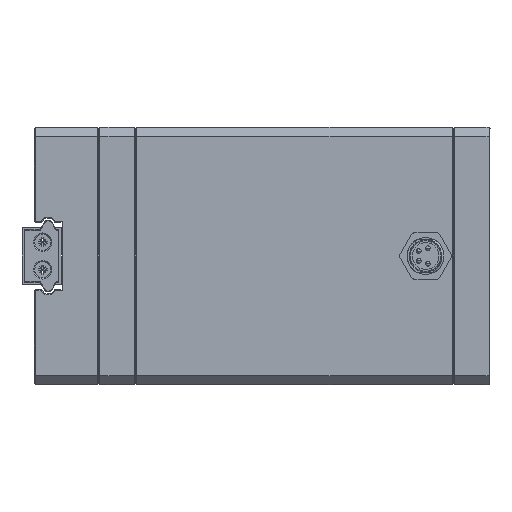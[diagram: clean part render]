
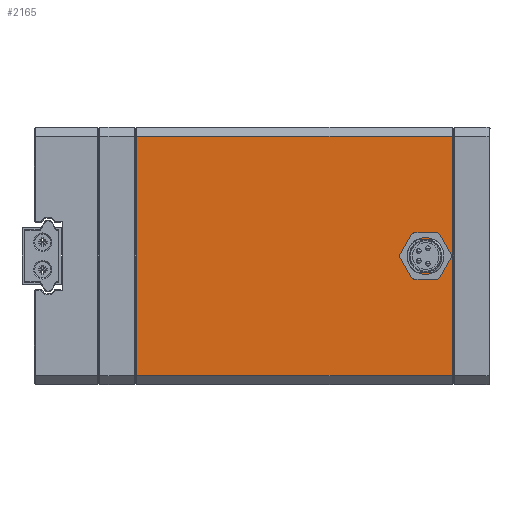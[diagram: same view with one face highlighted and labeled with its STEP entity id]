
A CAD part, left-side view. The second image highlights one B-rep face of the part: STEP entity #2165.
In plain terms, the highlighted planar face has unit normal (-1, 0, 0).
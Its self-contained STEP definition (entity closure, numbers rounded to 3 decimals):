
#420 = EDGE_CURVE ( 'NONE', #24316, #23820, #3232, .T. ) ;
#634 = CARTESIAN_POINT ( 'NONE',  ( -35., -67., 0. ) ) ;
#1759 = DIRECTION ( 'NONE',  ( 0., 0., -1. ) ) ;
#2165 = ADVANCED_FACE ( 'NONE', ( #9435, #27162 ), #4683, .F. ) ;
#2328 = CARTESIAN_POINT ( 'NONE',  ( -35., -4.2, 26. ) ) ;
#2492 = DIRECTION ( 'NONE',  ( -1., 0., 0. ) ) ;
#3232 = LINE ( 'NONE', #20646, #7451 ) ;
#3302 = LINE ( 'NONE', #18913, #25201 ) ;
#3582 = ORIENTED_EDGE ( 'NONE', *, *, #22600, .T. ) ;
#3987 = CARTESIAN_POINT ( 'NONE',  ( -35., -68.891, 3.525 ) ) ;
#4445 = VERTEX_POINT ( 'NONE', #10628 ) ;
#4683 = PLANE ( 'NONE',  #6699 ) ;
#5584 = VERTEX_POINT ( 'NONE', #3987 ) ;
#5992 = EDGE_CURVE ( 'NONE', #9605, #22875, #24116, .T. ) ;
#6350 = VECTOR ( 'NONE', #18670, 1000. ) ;
#6374 = VECTOR ( 'NONE', #23558, 1000. ) ;
#6694 = EDGE_LOOP ( 'NONE', ( #3582, #14688, #29623, #8618 ) ) ;
#6699 = AXIS2_PLACEMENT_3D ( 'NONE', #9870, #15098, #1759 ) ;
#7014 = CARTESIAN_POINT ( 'NONE',  ( -35., -4., -26. ) ) ;
#7451 = VECTOR ( 'NONE', #28729, 1000. ) ;
#7920 = CIRCLE ( 'NONE', #22448, 4. ) ;
#8612 = VECTOR ( 'NONE', #12143, 1000. ) ;
#8618 = ORIENTED_EDGE ( 'NONE', *, *, #21412, .T. ) ;
#9242 = CARTESIAN_POINT ( 'NONE',  ( -35., -72.8, -26. ) ) ;
#9435 = FACE_BOUND ( 'NONE', #31086, .T. ) ;
#9605 = VERTEX_POINT ( 'NONE', #12831 ) ;
#9870 = CARTESIAN_POINT ( 'NONE',  ( -35., -4., -28. ) ) ;
#10628 = CARTESIAN_POINT ( 'NONE',  ( -35., -4.2, -26. ) ) ;
#10737 = DIRECTION ( 'NONE',  ( 0., 0., 1. ) ) ;
#11354 = DIRECTION ( 'NONE',  ( -1., 0., 0. ) ) ;
#12143 = DIRECTION ( 'NONE',  ( 0., 1., 0. ) ) ;
#12762 = CARTESIAN_POINT ( 'NONE',  ( -35., -67., 0. ) ) ;
#12831 = CARTESIAN_POINT ( 'NONE',  ( -35., -65.109, -3.525 ) ) ;
#13223 = CARTESIAN_POINT ( 'NONE',  ( -35., -65.109, -3.525 ) ) ;
#14583 = LINE ( 'NONE', #25228, #8612 ) ;
#14688 = ORIENTED_EDGE ( 'NONE', *, *, #24814, .T. ) ;
#15098 = DIRECTION ( 'NONE',  ( 1., 0., 0. ) ) ;
#15307 = CARTESIAN_POINT ( 'NONE',  ( -35., -4.2, -26. ) ) ;
#15389 = VERTEX_POINT ( 'NONE', #9242 ) ;
#15501 = CARTESIAN_POINT ( 'NONE',  ( -35., -65.109, 3.525 ) ) ;
#15942 = VERTEX_POINT ( 'NONE', #15501 ) ;
#16121 = VECTOR ( 'NONE', #18017, 1000. ) ;
#18017 = DIRECTION ( 'NONE',  ( 0., -1., 0. ) ) ;
#18670 = DIRECTION ( 'NONE',  ( 0., -1., 0. ) ) ;
#18913 = CARTESIAN_POINT ( 'NONE',  ( -35., -72.8, -28. ) ) ;
#19514 = DIRECTION ( 'NONE',  ( 0., 0., 1. ) ) ;
#20646 = CARTESIAN_POINT ( 'NONE',  ( -35., -4., 26. ) ) ;
#20931 = CARTESIAN_POINT ( 'NONE',  ( -35., -72.8, 26. ) ) ;
#21412 = EDGE_CURVE ( 'NONE', #23820, #4445, #28730, .T. ) ;
#22273 = ORIENTED_EDGE ( 'NONE', *, *, #24760, .F. ) ;
#22448 = AXIS2_PLACEMENT_3D ( 'NONE', #12762, #2492, #26413 ) ;
#22600 = EDGE_CURVE ( 'NONE', #4445, #15389, #25334, .T. ) ;
#22875 = VERTEX_POINT ( 'NONE', #26910 ) ;
#22957 = EDGE_CURVE ( 'NONE', #22875, #5584, #26991, .T. ) ;
#23195 = ORIENTED_EDGE ( 'NONE', *, *, #26893, .F. ) ;
#23558 = DIRECTION ( 'NONE',  ( 0., 0., -1. ) ) ;
#23820 = VERTEX_POINT ( 'NONE', #2328 ) ;
#24116 = LINE ( 'NONE', #13223, #6350 ) ;
#24316 = VERTEX_POINT ( 'NONE', #20931 ) ;
#24760 = EDGE_CURVE ( 'NONE', #15942, #9605, #7920, .T. ) ;
#24814 = EDGE_CURVE ( 'NONE', #15389, #24316, #3302, .T. ) ;
#25201 = VECTOR ( 'NONE', #10737, 1000. ) ;
#25228 = CARTESIAN_POINT ( 'NONE',  ( -35., -68.891, 3.525 ) ) ;
#25334 = LINE ( 'NONE', #7014, #16121 ) ;
#26413 = DIRECTION ( 'NONE',  ( 0., 0., 1. ) ) ;
#26583 = ORIENTED_EDGE ( 'NONE', *, *, #22957, .F. ) ;
#26893 = EDGE_CURVE ( 'NONE', #5584, #15942, #14583, .T. ) ;
#26910 = CARTESIAN_POINT ( 'NONE',  ( -35., -68.891, -3.525 ) ) ;
#26991 = CIRCLE ( 'NONE', #33642, 4. ) ;
#27162 = FACE_OUTER_BOUND ( 'NONE', #6694, .T. ) ;
#28729 = DIRECTION ( 'NONE',  ( 0., 1., 0. ) ) ;
#28730 = LINE ( 'NONE', #15307, #6374 ) ;
#29623 = ORIENTED_EDGE ( 'NONE', *, *, #420, .T. ) ;
#31086 = EDGE_LOOP ( 'NONE', ( #23195, #26583, #32906, #22273 ) ) ;
#32906 = ORIENTED_EDGE ( 'NONE', *, *, #5992, .F. ) ;
#33642 = AXIS2_PLACEMENT_3D ( 'NONE', #634, #11354, #19514 ) ;
